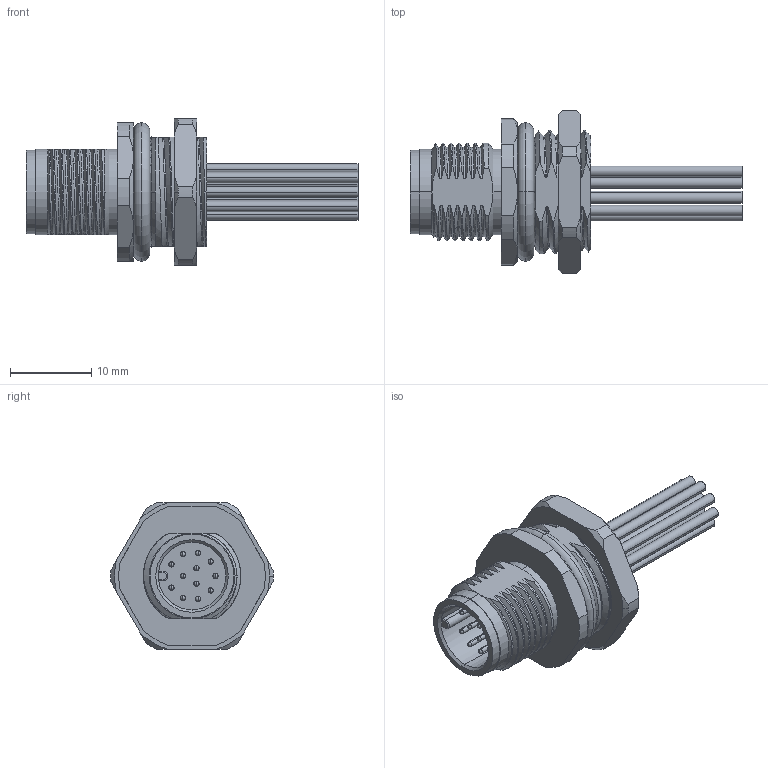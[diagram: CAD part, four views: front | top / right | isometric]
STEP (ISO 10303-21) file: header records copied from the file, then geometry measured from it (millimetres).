
FILE_DESCRIPTION (( 'STEP AP203' ), '1' );
FILE_NAME ('FCR1M12-SA12PSP0002-00.STEP', '2024-08-17T09:00:32', ( '' ), ( '' ), 'SwSTEP 2.0', 'SolidWorks 2021', '' );
FILE_SCHEMA (( 'CONFIG_CONTROL_DESIGN' ));
Length unit declared in the file: millimetre
Products named in the file (1): FCR1M12-SA12PSP0002-00
Bounding box: 40.8 x 20 x 18 mm (x, y, z)
Volume: 3226.1 mm3; surface area: 4487.7 mm2
Topology: 2 solids, 15 shells, 408 faces, 1033 edges, 661 vertices
Faces by surface type: cylinder 147, plane 82, bspline 76, cone 68, sphere 24, torus 11
Entity records: 27247 total; most frequent: CARTESIAN_POINT 18120, ORIENTED_EDGE 1970, DIRECTION 1697, EDGE_CURVE 985, AXIS2_PLACEMENT_3D 721, VERTEX_POINT 637, EDGE_LOOP 476, FACE_OUTER_BOUND 408
